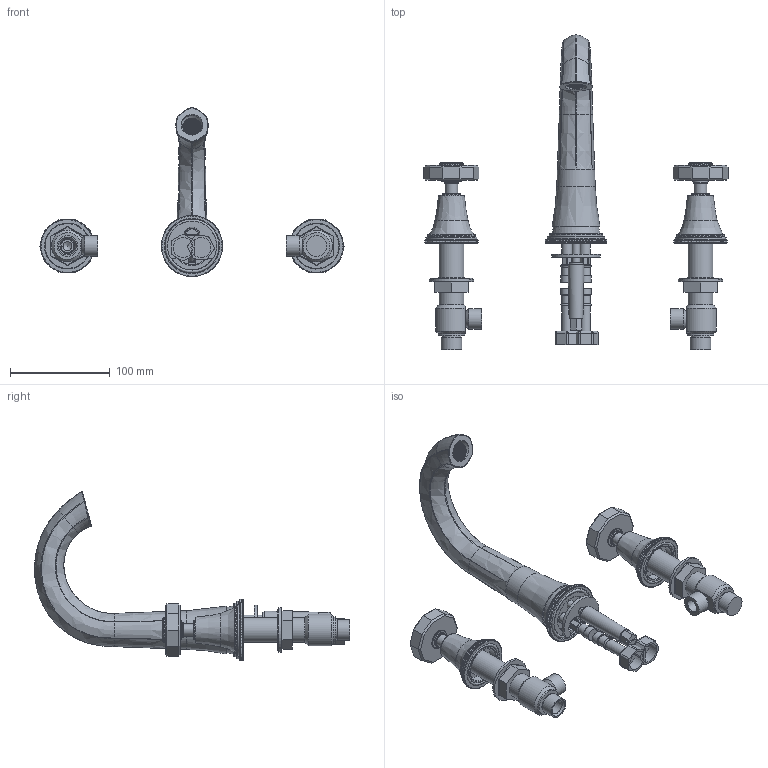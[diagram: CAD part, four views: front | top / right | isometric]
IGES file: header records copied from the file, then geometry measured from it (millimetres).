
Global section: file name: V6K16-D-NP; native system: Autodesk Inventor 2018; preprocessor: unknown; author: aduggalther; date: 20180910.112829; units: millimetre
Bounding box: 305.2 x 316.21 x 169.98 mm (x, y, z)
Volume: 488622.6 mm3; surface area: 206906.5 mm2
Topology: 47 solids, 48 shells, 4249 faces, 10871 edges, 6846 vertices
Faces by surface type: bspline 4249
